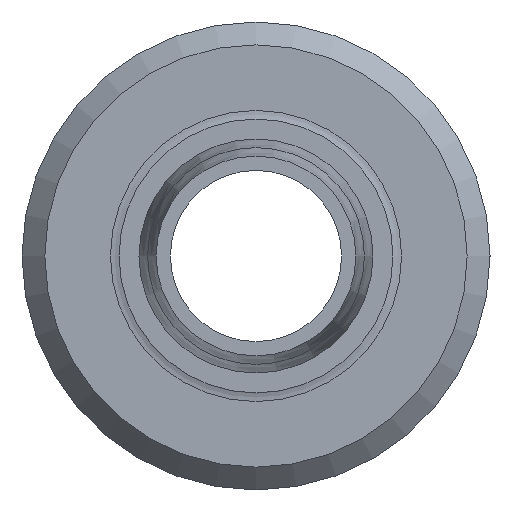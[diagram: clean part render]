
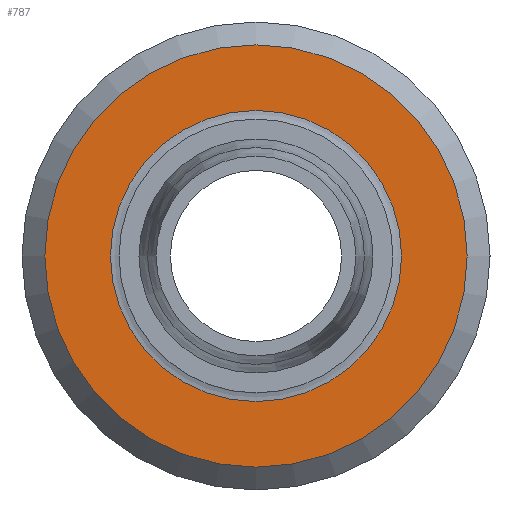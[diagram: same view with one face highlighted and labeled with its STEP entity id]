
A CAD part, left-side view. The second image highlights one B-rep face of the part: STEP entity #787.
In plain terms, the highlighted planar face has unit normal (-1, 0, 0).
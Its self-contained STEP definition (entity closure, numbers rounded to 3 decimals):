
#14=FACE_BOUND('',#86,.T.);
#19=PLANE('',#860);
#46=FACE_OUTER_BOUND('',#85,.T.);
#85=EDGE_LOOP('',(#508));
#86=EDGE_LOOP('',(#509,#510));
#185=CIRCLE('',#854,12.75);
#190=CIRCLE('',#859,12.75);
#191=CIRCLE('',#861,18.5);
#281=VERTEX_POINT('',#1299);
#282=VERTEX_POINT('',#1300);
#286=VERTEX_POINT('',#1311);
#372=EDGE_CURVE('',#281,#282,#185,.T.);
#377=EDGE_CURVE('',#282,#281,#190,.T.);
#378=EDGE_CURVE('',#286,#286,#191,.T.);
#508=ORIENTED_EDGE('',*,*,#378,.F.);
#509=ORIENTED_EDGE('',*,*,#372,.F.);
#510=ORIENTED_EDGE('',*,*,#377,.F.);
#787=ADVANCED_FACE('',(#46,#14),#19,.F.);
#854=AXIS2_PLACEMENT_3D('',#1301,#1006,#1007);
#859=AXIS2_PLACEMENT_3D('',#1309,#1016,#1017);
#860=AXIS2_PLACEMENT_3D('',#1310,#1018,#1019);
#861=AXIS2_PLACEMENT_3D('',#1312,#1020,#1021);
#1006=DIRECTION('center_axis',(-1.,0.,0.));
#1007=DIRECTION('ref_axis',(0.,-1.,0.));
#1016=DIRECTION('center_axis',(-1.,0.,0.));
#1017=DIRECTION('ref_axis',(0.,-1.,0.));
#1018=DIRECTION('center_axis',(1.,0.,0.));
#1019=DIRECTION('ref_axis',(0.,0.,-1.));
#1020=DIRECTION('center_axis',(1.,0.,0.));
#1021=DIRECTION('ref_axis',(0.,-1.,0.));
#1299=CARTESIAN_POINT('',(50.,12.75,0.));
#1300=CARTESIAN_POINT('',(50.,0.,-12.75));
#1301=CARTESIAN_POINT('Origin',(50.,0.,0.));
#1309=CARTESIAN_POINT('Origin',(50.,0.,0.));
#1310=CARTESIAN_POINT('Origin',(50.,23.268,0.));
#1311=CARTESIAN_POINT('',(50.,18.5,0.));
#1312=CARTESIAN_POINT('Origin',(50.,0.,0.));
